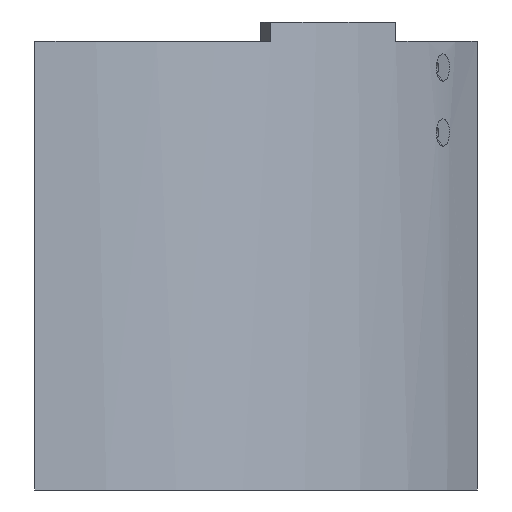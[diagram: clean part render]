
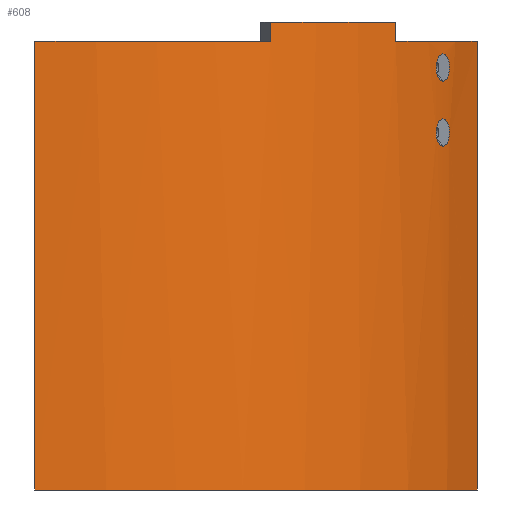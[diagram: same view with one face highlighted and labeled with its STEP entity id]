
A CAD part, front view. The second image highlights one B-rep face of the part: STEP entity #608.
In plain terms, the highlighted cylindrical face has radius 145 mm (diameter 290 mm), a partial arc.
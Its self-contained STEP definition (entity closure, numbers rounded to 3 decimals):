
#39=FACE_BOUND('',#103,.T.);
#40=FACE_BOUND('',#104,.T.);
#62=FACE_OUTER_BOUND('',#102,.T.);
#102=EDGE_LOOP('',(#515,#516,#517,#518,#519,#520,#521,#522));
#103=EDGE_LOOP('',(#523,#524));
#104=EDGE_LOOP('',(#525,#526));
#135=CIRCLE('',#661,145.);
#152=CIRCLE('',#686,145.);
#153=CIRCLE('',#689,145.);
#154=CIRCLE('',#692,145.);
#183=LINE('',#1137,#221);
#185=LINE('',#1144,#223);
#189=LINE('',#1153,#227);
#191=LINE('',#1159,#229);
#221=VECTOR('',#836,10.);
#223=VECTOR('',#844,10.);
#227=VECTOR('',#854,10.);
#229=VECTOR('',#862,10.);
#241=B_SPLINE_CURVE_WITH_KNOTS('',3,(#1036,#1037,#1038,#1039,#1040,#1041,
#1042,#1043,#1044,#1045,#1046,#1047,#1048,#1049,#1050,#1051,#1052,#1053),
 .UNSPECIFIED.,.F.,.F.,(4,2,2,2,2,2,2,2,4),(0.628,0.786,
0.943,1.1,1.257,1.414,1.571,
1.728,1.885),.UNSPECIFIED.);
#242=B_SPLINE_CURVE_WITH_KNOTS('',3,(#1054,#1055,#1056,#1057,#1058,#1059,
#1060,#1061,#1062,#1063,#1064,#1065,#1066,#1067,#1068,#1069,#1070,#1071,
#1072),.UNSPECIFIED.,.F.,.F.,(4,2,2,2,3,2,2,2,4),(1.885,2.043,
2.2,2.357,2.514,2.671,2.827,
2.985,3.142),.UNSPECIFIED.);
#243=B_SPLINE_CURVE_WITH_KNOTS('',3,(#1163,#1164,#1165,#1166,#1167,#1168,
#1169,#1170,#1171,#1172,#1173,#1174,#1175,#1176,#1177,#1178,#1179,#1180),
 .UNSPECIFIED.,.F.,.F.,(4,2,2,2,2,2,2,2,4),(0.628,0.786,
0.943,1.1,1.257,1.414,1.571,
1.728,1.885),.UNSPECIFIED.);
#244=B_SPLINE_CURVE_WITH_KNOTS('',3,(#1181,#1182,#1183,#1184,#1185,#1186,
#1187,#1188,#1189,#1190,#1191,#1192,#1193,#1194,#1195,#1196,#1197,#1198,
#1199),.UNSPECIFIED.,.F.,.F.,(4,2,2,2,3,2,2,2,4),(1.885,2.043,
2.2,2.357,2.514,2.671,2.827,
2.985,3.142),.UNSPECIFIED.);
#270=VERTEX_POINT('',#1033);
#271=VERTEX_POINT('',#1035);
#277=VERTEX_POINT('',#1092);
#278=VERTEX_POINT('',#1094);
#290=VERTEX_POINT('',#1135);
#291=VERTEX_POINT('',#1139);
#292=VERTEX_POINT('',#1143);
#293=VERTEX_POINT('',#1147);
#294=VERTEX_POINT('',#1151);
#295=VERTEX_POINT('',#1155);
#296=VERTEX_POINT('',#1161);
#297=VERTEX_POINT('',#1162);
#331=EDGE_CURVE('',#271,#270,#241,.T.);
#332=EDGE_CURVE('',#270,#271,#242,.T.);
#343=EDGE_CURVE('',#278,#277,#135,.T.);
#366=EDGE_CURVE('',#278,#290,#183,.T.);
#368=EDGE_CURVE('',#291,#290,#152,.T.);
#369=EDGE_CURVE('',#291,#292,#185,.T.);
#371=EDGE_CURVE('',#292,#293,#153,.T.);
#374=EDGE_CURVE('',#294,#293,#189,.T.);
#376=EDGE_CURVE('',#295,#294,#154,.T.);
#377=EDGE_CURVE('',#277,#295,#191,.T.);
#378=EDGE_CURVE('',#296,#297,#243,.T.);
#379=EDGE_CURVE('',#297,#296,#244,.T.);
#515=ORIENTED_EDGE('',*,*,#377,.T.);
#516=ORIENTED_EDGE('',*,*,#376,.T.);
#517=ORIENTED_EDGE('',*,*,#374,.T.);
#518=ORIENTED_EDGE('',*,*,#371,.F.);
#519=ORIENTED_EDGE('',*,*,#369,.F.);
#520=ORIENTED_EDGE('',*,*,#368,.T.);
#521=ORIENTED_EDGE('',*,*,#366,.F.);
#522=ORIENTED_EDGE('',*,*,#343,.T.);
#523=ORIENTED_EDGE('',*,*,#331,.T.);
#524=ORIENTED_EDGE('',*,*,#332,.T.);
#525=ORIENTED_EDGE('',*,*,#378,.T.);
#526=ORIENTED_EDGE('',*,*,#379,.T.);
#580=CYLINDRICAL_SURFACE('',#694,145.);
#608=ADVANCED_FACE('',(#62,#39,#40),#580,.T.);
#661=AXIS2_PLACEMENT_3D('',#1095,#782,#783);
#686=AXIS2_PLACEMENT_3D('',#1141,#840,#841);
#689=AXIS2_PLACEMENT_3D('',#1148,#848,#849);
#692=AXIS2_PLACEMENT_3D('',#1157,#858,#859);
#694=AXIS2_PLACEMENT_3D('',#1160,#863,#864);
#782=DIRECTION('center_axis',(0.,0.,1.));
#783=DIRECTION('ref_axis',(0.,-1.,0.));
#836=DIRECTION('',(0.,0.,1.));
#840=DIRECTION('center_axis',(0.,0.,-1.));
#841=DIRECTION('ref_axis',(0.,-1.,0.));
#844=DIRECTION('',(0.,0.,1.));
#848=DIRECTION('center_axis',(0.,0.,1.));
#849=DIRECTION('ref_axis',(0.,-1.,0.));
#854=DIRECTION('',(0.,0.,1.));
#858=DIRECTION('center_axis',(0.,0.,-1.));
#859=DIRECTION('ref_axis',(0.,-1.,0.));
#862=DIRECTION('',(0.,0.,1.));
#863=DIRECTION('center_axis',(0.,0.,1.));
#864=DIRECTION('ref_axis',(0.,-1.,0.));
#1033=CARTESIAN_POINT('',(125.574,-72.5,111.8));
#1035=CARTESIAN_POINT('',(125.574,-72.5,120.2));
#1036=CARTESIAN_POINT('Ctrl Pts',(125.574,-72.5,120.2));
#1037=CARTESIAN_POINT('Ctrl Pts',(125.836,-72.046,120.2));
#1038=CARTESIAN_POINT('Ctrl Pts',(126.113,-71.56,120.093));
#1039=CARTESIAN_POINT('Ctrl Pts',(126.615,-70.667,119.659));
#1040=CARTESIAN_POINT('Ctrl Pts',(126.841,-70.26,119.332));
#1041=CARTESIAN_POINT('Ctrl Pts',(127.194,-69.618,118.583));
#1042=CARTESIAN_POINT('Ctrl Pts',(127.345,-69.341,118.111));
#1043=CARTESIAN_POINT('Ctrl Pts',(127.544,-68.974,117.081));
#1044=CARTESIAN_POINT('Ctrl Pts',(127.593,-68.884,116.523));
#1045=CARTESIAN_POINT('Ctrl Pts',(127.593,-68.884,115.477));
#1046=CARTESIAN_POINT('Ctrl Pts',(127.544,-68.974,114.919));
#1047=CARTESIAN_POINT('Ctrl Pts',(127.345,-69.341,113.889));
#1048=CARTESIAN_POINT('Ctrl Pts',(127.194,-69.618,113.417));
#1049=CARTESIAN_POINT('Ctrl Pts',(126.841,-70.26,112.668));
#1050=CARTESIAN_POINT('Ctrl Pts',(126.615,-70.667,112.341));
#1051=CARTESIAN_POINT('Ctrl Pts',(126.113,-71.56,111.907));
#1052=CARTESIAN_POINT('Ctrl Pts',(125.836,-72.046,111.8));
#1053=CARTESIAN_POINT('Ctrl Pts',(125.574,-72.5,111.8));
#1054=CARTESIAN_POINT('Ctrl Pts',(125.574,-72.5,111.8));
#1055=CARTESIAN_POINT('Ctrl Pts',(125.311,-72.954,111.8));
#1056=CARTESIAN_POINT('Ctrl Pts',(125.029,-73.436,111.907));
#1057=CARTESIAN_POINT('Ctrl Pts',(124.507,-74.318,112.341));
#1058=CARTESIAN_POINT('Ctrl Pts',(124.267,-74.718,112.668));
#1059=CARTESIAN_POINT('Ctrl Pts',(123.888,-75.344,113.417));
#1060=CARTESIAN_POINT('Ctrl Pts',(123.724,-75.614,113.889));
#1061=CARTESIAN_POINT('Ctrl Pts',(123.506,-75.97,114.919));
#1062=CARTESIAN_POINT('Ctrl Pts',(123.452,-76.057,115.477));
#1063=CARTESIAN_POINT('Ctrl Pts',(123.452,-76.057,116.));
#1064=CARTESIAN_POINT('Ctrl Pts',(123.452,-76.057,116.523));
#1065=CARTESIAN_POINT('Ctrl Pts',(123.506,-75.97,117.081));
#1066=CARTESIAN_POINT('Ctrl Pts',(123.724,-75.614,118.111));
#1067=CARTESIAN_POINT('Ctrl Pts',(123.888,-75.344,118.583));
#1068=CARTESIAN_POINT('Ctrl Pts',(124.267,-74.718,119.332));
#1069=CARTESIAN_POINT('Ctrl Pts',(124.507,-74.318,119.659));
#1070=CARTESIAN_POINT('Ctrl Pts',(125.029,-73.436,120.093));
#1071=CARTESIAN_POINT('Ctrl Pts',(125.311,-72.954,120.2));
#1072=CARTESIAN_POINT('Ctrl Pts',(125.574,-72.5,120.2));
#1092=CARTESIAN_POINT('',(136.107,-50.,6.));
#1094=CARTESIAN_POINT('',(0.,-145.,6.));
#1095=CARTESIAN_POINT('Origin',(0.,0.,6.));
#1135=CARTESIAN_POINT('',(0.,-145.,144.));
#1137=CARTESIAN_POINT('',(0.,-145.,6.));
#1139=CARTESIAN_POINT('',(72.5,-125.574,144.));
#1141=CARTESIAN_POINT('Origin',(0.,0.,144.));
#1143=CARTESIAN_POINT('',(72.5,-125.574,150.));
#1144=CARTESIAN_POINT('',(72.5,-125.574,144.));
#1147=CARTESIAN_POINT('',(111.076,-93.204,150.));
#1148=CARTESIAN_POINT('Origin',(0.,0.,150.));
#1151=CARTESIAN_POINT('',(111.076,-93.204,144.));
#1153=CARTESIAN_POINT('',(111.076,-93.204,144.));
#1155=CARTESIAN_POINT('',(136.107,-50.,144.));
#1157=CARTESIAN_POINT('Origin',(0.,0.,144.));
#1159=CARTESIAN_POINT('',(136.107,-50.,6.));
#1160=CARTESIAN_POINT('Origin',(0.,0.,6.));
#1161=CARTESIAN_POINT('',(125.574,-72.5,140.2));
#1162=CARTESIAN_POINT('',(125.574,-72.5,131.8));
#1163=CARTESIAN_POINT('Ctrl Pts',(125.574,-72.5,140.2));
#1164=CARTESIAN_POINT('Ctrl Pts',(125.836,-72.046,140.2));
#1165=CARTESIAN_POINT('Ctrl Pts',(126.113,-71.56,140.093));
#1166=CARTESIAN_POINT('Ctrl Pts',(126.615,-70.667,139.659));
#1167=CARTESIAN_POINT('Ctrl Pts',(126.841,-70.26,139.332));
#1168=CARTESIAN_POINT('Ctrl Pts',(127.194,-69.618,138.583));
#1169=CARTESIAN_POINT('Ctrl Pts',(127.345,-69.341,138.111));
#1170=CARTESIAN_POINT('Ctrl Pts',(127.544,-68.974,137.081));
#1171=CARTESIAN_POINT('Ctrl Pts',(127.593,-68.884,136.523));
#1172=CARTESIAN_POINT('Ctrl Pts',(127.593,-68.884,135.477));
#1173=CARTESIAN_POINT('Ctrl Pts',(127.544,-68.974,134.919));
#1174=CARTESIAN_POINT('Ctrl Pts',(127.345,-69.341,133.889));
#1175=CARTESIAN_POINT('Ctrl Pts',(127.194,-69.618,133.417));
#1176=CARTESIAN_POINT('Ctrl Pts',(126.841,-70.26,132.668));
#1177=CARTESIAN_POINT('Ctrl Pts',(126.615,-70.667,132.341));
#1178=CARTESIAN_POINT('Ctrl Pts',(126.113,-71.56,131.907));
#1179=CARTESIAN_POINT('Ctrl Pts',(125.836,-72.046,131.8));
#1180=CARTESIAN_POINT('Ctrl Pts',(125.574,-72.5,131.8));
#1181=CARTESIAN_POINT('Ctrl Pts',(125.574,-72.5,131.8));
#1182=CARTESIAN_POINT('Ctrl Pts',(125.311,-72.954,131.8));
#1183=CARTESIAN_POINT('Ctrl Pts',(125.029,-73.436,131.907));
#1184=CARTESIAN_POINT('Ctrl Pts',(124.507,-74.318,132.341));
#1185=CARTESIAN_POINT('Ctrl Pts',(124.267,-74.718,132.668));
#1186=CARTESIAN_POINT('Ctrl Pts',(123.888,-75.344,133.417));
#1187=CARTESIAN_POINT('Ctrl Pts',(123.724,-75.614,133.889));
#1188=CARTESIAN_POINT('Ctrl Pts',(123.506,-75.97,134.919));
#1189=CARTESIAN_POINT('Ctrl Pts',(123.452,-76.057,135.477));
#1190=CARTESIAN_POINT('Ctrl Pts',(123.452,-76.057,136.));
#1191=CARTESIAN_POINT('Ctrl Pts',(123.452,-76.057,136.523));
#1192=CARTESIAN_POINT('Ctrl Pts',(123.506,-75.97,137.081));
#1193=CARTESIAN_POINT('Ctrl Pts',(123.724,-75.614,138.111));
#1194=CARTESIAN_POINT('Ctrl Pts',(123.888,-75.344,138.583));
#1195=CARTESIAN_POINT('Ctrl Pts',(124.267,-74.718,139.332));
#1196=CARTESIAN_POINT('Ctrl Pts',(124.507,-74.318,139.659));
#1197=CARTESIAN_POINT('Ctrl Pts',(125.029,-73.436,140.093));
#1198=CARTESIAN_POINT('Ctrl Pts',(125.311,-72.954,140.2));
#1199=CARTESIAN_POINT('Ctrl Pts',(125.574,-72.5,140.2));
